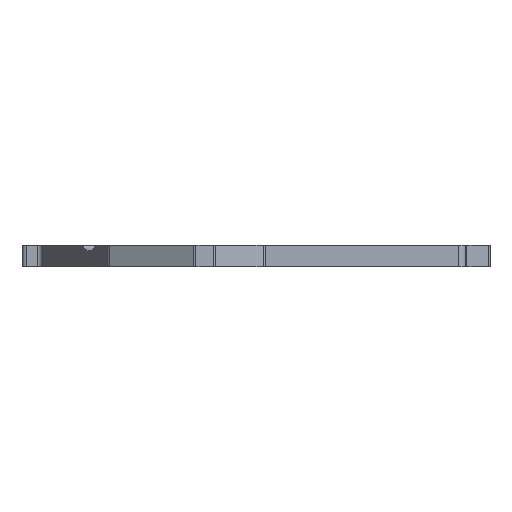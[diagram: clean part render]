
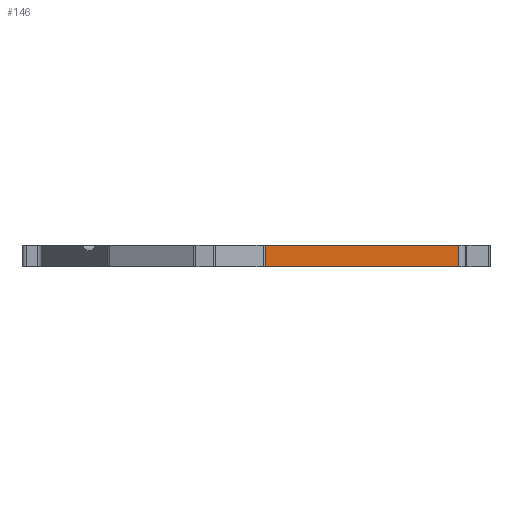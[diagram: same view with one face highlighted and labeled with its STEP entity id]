
A CAD part, left-side view. The second image highlights one B-rep face of the part: STEP entity #146.
In plain terms, the highlighted planar face has unit normal (-1, 0, 0).
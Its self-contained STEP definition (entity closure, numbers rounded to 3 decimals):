
#146=ADVANCED_FACE('',(#220),#183,.F.);
#183=PLANE('',#1122);
#220=FACE_OUTER_BOUND('',#270,.T.);
#270=EDGE_LOOP('',(#487,#488,#489,#490));
#487=ORIENTED_EDGE('',*,*,#824,.T.);
#488=ORIENTED_EDGE('',*,*,#825,.F.);
#489=ORIENTED_EDGE('',*,*,#754,.F.);
#490=ORIENTED_EDGE('',*,*,#823,.F.);
#658=VERTEX_POINT('',#1518);
#659=VERTEX_POINT('',#1520);
#705=VERTEX_POINT('',#1673);
#706=VERTEX_POINT('',#1677);
#754=EDGE_CURVE('',#658,#659,#888,.T.);
#823=EDGE_CURVE('',#705,#658,#930,.T.);
#824=EDGE_CURVE('',#705,#706,#931,.T.);
#825=EDGE_CURVE('',#659,#706,#932,.T.);
#888=LINE('',#1519,#982);
#930=LINE('',#1674,#1024);
#931=LINE('',#1676,#1025);
#932=LINE('',#1678,#1026);
#982=VECTOR('',#1195,1.);
#1024=VECTOR('',#1333,1.);
#1025=VECTOR('',#1336,1.);
#1026=VECTOR('',#1337,1.);
#1122=AXIS2_PLACEMENT_3D('',#1679,#1338,#1339);
#1195=DIRECTION('',(0.,-1.,0.));
#1333=DIRECTION('',(0.,0.,1.));
#1336=DIRECTION('',(0.,-1.,0.));
#1337=DIRECTION('',(0.,0.,-1.));
#1338=DIRECTION('',(1.,0.,0.));
#1339=DIRECTION('',(0.,0.,-1.));
#1518=CARTESIAN_POINT('',(-32.,-15.544,-1.));
#1519=CARTESIAN_POINT('',(-32.,-15.544,-1.));
#1520=CARTESIAN_POINT('',(-32.,-29.,-1.));
#1673=CARTESIAN_POINT('',(-32.,-15.544,-2.5));
#1674=CARTESIAN_POINT('',(-32.,-15.544,-2.5));
#1676=CARTESIAN_POINT('',(-32.,-15.544,-2.5));
#1677=CARTESIAN_POINT('',(-32.,-29.,-2.5));
#1678=CARTESIAN_POINT('',(-32.,-29.,-1.));
#1679=CARTESIAN_POINT('',(-32.,-15.464,-2.5));
